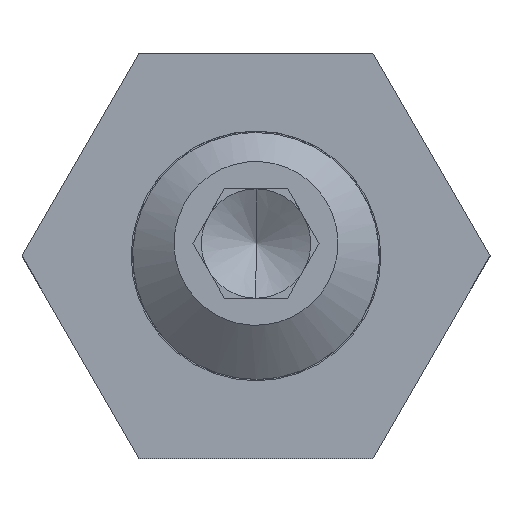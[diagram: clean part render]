
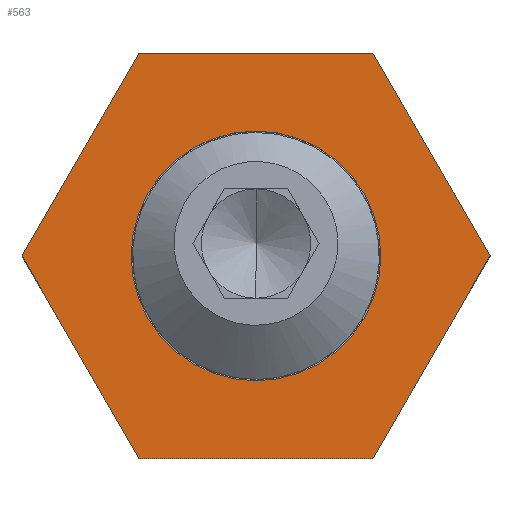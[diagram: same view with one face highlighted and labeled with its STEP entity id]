
A CAD part, top view. The second image highlights one B-rep face of the part: STEP entity #563.
In plain terms, the highlighted planar face has unit normal (0, 0, 1).
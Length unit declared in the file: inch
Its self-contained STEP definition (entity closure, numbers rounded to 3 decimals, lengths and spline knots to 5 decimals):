
#12 = DIRECTION ( 'NONE',  ( 1., 0., 0. ) ) ;
#39 = DIRECTION ( 'NONE',  ( 0.5, -0.866, 0. ) ) ;
#42 = CARTESIAN_POINT ( 'NONE',  ( -0.25, 0., 0.25 ) ) ;
#56 = CARTESIAN_POINT ( 'NONE',  ( 0.23424, -0.40571, 0.25 ) ) ;
#63 = VERTEX_POINT ( 'NONE', #368 ) ;
#75 = AXIS2_PLACEMENT_3D ( 'NONE', #429, #789, #12 ) ;
#141 = DIRECTION ( 'NONE',  ( 0., 0., -1. ) ) ;
#167 = EDGE_CURVE ( 'NONE', #587, #63, #212, .T. ) ;
#182 = EDGE_CURVE ( 'NONE', #63, #1225, #838, .T. ) ;
#212 = LINE ( 'NONE', #1336, #1411 ) ;
#249 = DIRECTION ( 'NONE',  ( 1., 0., 0. ) ) ;
#316 = ORIENTED_EDGE ( 'NONE', *, *, #1052, .T. ) ;
#336 = DIRECTION ( 'NONE',  ( 0.5, 0.866, 0. ) ) ;
#368 = CARTESIAN_POINT ( 'NONE',  ( 0.23424, 0.40571, 0.25 ) ) ;
#392 = VECTOR ( 'NONE', #336, 39.37008 ) ;
#424 = LINE ( 'NONE', #1291, #708 ) ;
#429 = CARTESIAN_POINT ( 'NONE',  ( 0.70365, 0.40625, 0.25 ) ) ;
#437 = VERTEX_POINT ( 'NONE', #1103 ) ;
#455 = LINE ( 'NONE', #1400, #1058 ) ;
#456 = CARTESIAN_POINT ( 'NONE',  ( -0.46847, 0., 0.25 ) ) ;
#472 = EDGE_CURVE ( 'NONE', #1225, #651, #424, .T. ) ;
#487 = CARTESIAN_POINT ( 'NONE',  ( 0., 0., 0.25 ) ) ;
#503 = DIRECTION ( 'NONE',  ( -0.5, 0.866, 0. ) ) ;
#530 = CARTESIAN_POINT ( 'NONE',  ( -0.23424, 0.40571, 0.25 ) ) ;
#540 = CARTESIAN_POINT ( 'NONE',  ( 0.23424, 0.40571, 0.25 ) ) ;
#556 = EDGE_LOOP ( 'NONE', ( #757, #621 ) ) ;
#563 = ADVANCED_FACE ( 'NONE', ( #1264, #925 ), #924, .T. ) ;
#569 = ORIENTED_EDGE ( 'NONE', *, *, #886, .T. ) ;
#587 = VERTEX_POINT ( 'NONE', #934 ) ;
#588 = ORIENTED_EDGE ( 'NONE', *, *, #182, .T. ) ;
#601 = ORIENTED_EDGE ( 'NONE', *, *, #167, .T. ) ;
#615 = CIRCLE ( 'NONE', #747, 0.25 ) ;
#621 = ORIENTED_EDGE ( 'NONE', *, *, #835, .T. ) ;
#626 = EDGE_LOOP ( 'NONE', ( #316, #815, #601, #588, #1134, #569 ) ) ;
#628 = DIRECTION ( 'NONE',  ( -1., 0., 0. ) ) ;
#651 = VERTEX_POINT ( 'NONE', #456 ) ;
#653 = AXIS2_PLACEMENT_3D ( 'NONE', #819, #141, #961 ) ;
#700 = LINE ( 'NONE', #1038, #392 ) ;
#708 = VECTOR ( 'NONE', #810, 39.37008 ) ;
#730 = EDGE_CURVE ( 'NONE', #750, #437, #615, .T. ) ;
#747 = AXIS2_PLACEMENT_3D ( 'NONE', #487, #1325, #628 ) ;
#750 = VERTEX_POINT ( 'NONE', #42 ) ;
#757 = ORIENTED_EDGE ( 'NONE', *, *, #730, .T. ) ;
#789 = DIRECTION ( 'NONE',  ( 0., 0., 1. ) ) ;
#809 = CIRCLE ( 'NONE', #653, 0.25 ) ;
#810 = DIRECTION ( 'NONE',  ( -0.5, -0.866, 0. ) ) ;
#815 = ORIENTED_EDGE ( 'NONE', *, *, #1355, .T. ) ;
#819 = CARTESIAN_POINT ( 'NONE',  ( 0., 0., 0.25 ) ) ;
#835 = EDGE_CURVE ( 'NONE', #437, #750, #809, .T. ) ;
#838 = LINE ( 'NONE', #540, #1449 ) ;
#886 = EDGE_CURVE ( 'NONE', #651, #905, #455, .T. ) ;
#905 = VERTEX_POINT ( 'NONE', #1407 ) ;
#924 = PLANE ( 'NONE',  #75 ) ;
#925 = FACE_OUTER_BOUND ( 'NONE', #626, .T. ) ;
#934 = CARTESIAN_POINT ( 'NONE',  ( 0.46847, 0., 0.25 ) ) ;
#961 = DIRECTION ( 'NONE',  ( -1., 0., 0. ) ) ;
#964 = CARTESIAN_POINT ( 'NONE',  ( -0.23424, -0.40571, 0.25 ) ) ;
#1038 = CARTESIAN_POINT ( 'NONE',  ( 0.23424, -0.40571, 0.25 ) ) ;
#1052 = EDGE_CURVE ( 'NONE', #905, #1397, #1442, .T. ) ;
#1058 = VECTOR ( 'NONE', #39, 39.37008 ) ;
#1103 = CARTESIAN_POINT ( 'NONE',  ( 0.25, 0., 0.25 ) ) ;
#1134 = ORIENTED_EDGE ( 'NONE', *, *, #472, .T. ) ;
#1177 = VECTOR ( 'NONE', #249, 39.37008 ) ;
#1225 = VERTEX_POINT ( 'NONE', #530 ) ;
#1264 = FACE_BOUND ( 'NONE', #556, .T. ) ;
#1291 = CARTESIAN_POINT ( 'NONE',  ( -0.23424, 0.40571, 0.25 ) ) ;
#1325 = DIRECTION ( 'NONE',  ( 0., 0., -1. ) ) ;
#1336 = CARTESIAN_POINT ( 'NONE',  ( 0.46847, 0., 0.25 ) ) ;
#1355 = EDGE_CURVE ( 'NONE', #1397, #587, #700, .T. ) ;
#1364 = DIRECTION ( 'NONE',  ( -1., 0., 0. ) ) ;
#1397 = VERTEX_POINT ( 'NONE', #56 ) ;
#1400 = CARTESIAN_POINT ( 'NONE',  ( -0.46847, 0., 0.25 ) ) ;
#1407 = CARTESIAN_POINT ( 'NONE',  ( -0.23424, -0.40571, 0.25 ) ) ;
#1411 = VECTOR ( 'NONE', #503, 39.37008 ) ;
#1442 = LINE ( 'NONE', #964, #1177 ) ;
#1449 = VECTOR ( 'NONE', #1364, 39.37008 ) ;
